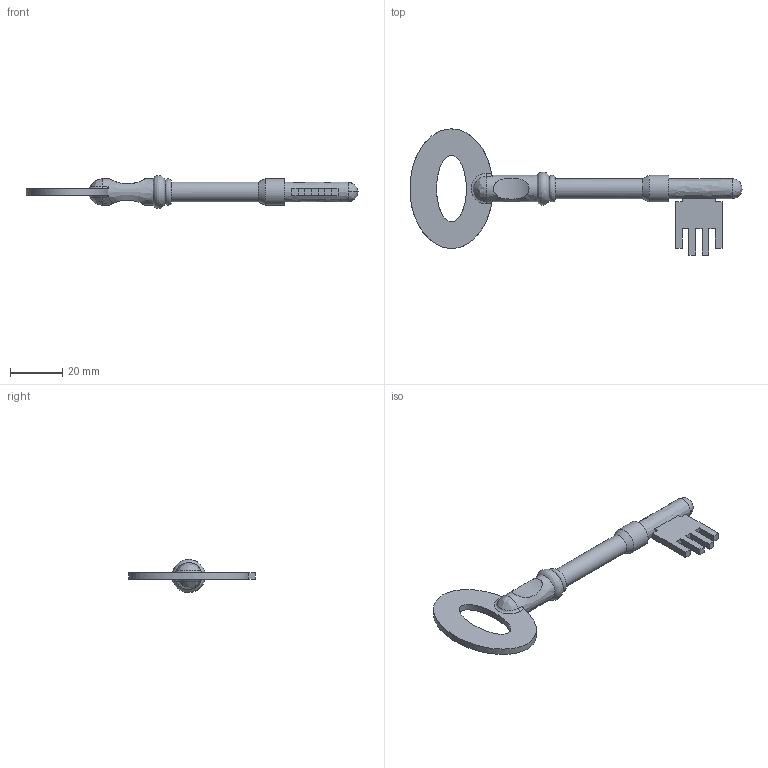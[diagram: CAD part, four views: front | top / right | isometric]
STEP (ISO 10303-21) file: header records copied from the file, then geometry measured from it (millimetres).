
FILE_DESCRIPTION((''),'2;1');
FILE_NAME('k1-id-214.stp', '2000-10-05T11:02:20',('User'),('SDRC'),'I-DEAS Master Series 8','UNIX', 'Yes');
FILE_SCHEMA(('AUTOMOTIVE_DESIGN { 1 0 10303 214 0 1 1 1 }'));
Length unit declared in the file: inch
Products named in the file (1): k1-id-214
Bounding box: 126.98 x 48.26 x 12.69 mm (x, y, z)
Surface area: 5835.1 mm2 (no closed solid volume)
Topology: 0 solids, 1 shells, 46 faces, 117 edges, 72 vertices
Faces by surface type: bspline 46
Entity records: 1860 total; most frequent: CARTESIAN_POINT 1073, ORIENTED_EDGE 224, EDGE_CURVE 113, VERTEX_POINT 72, OVER_RIDING_STYLED_ITEM 59, EDGE_LOOP 52, B_SPLINE_CURVE_WITH_KNOTS 47, FACE_OUTER_BOUND 46
